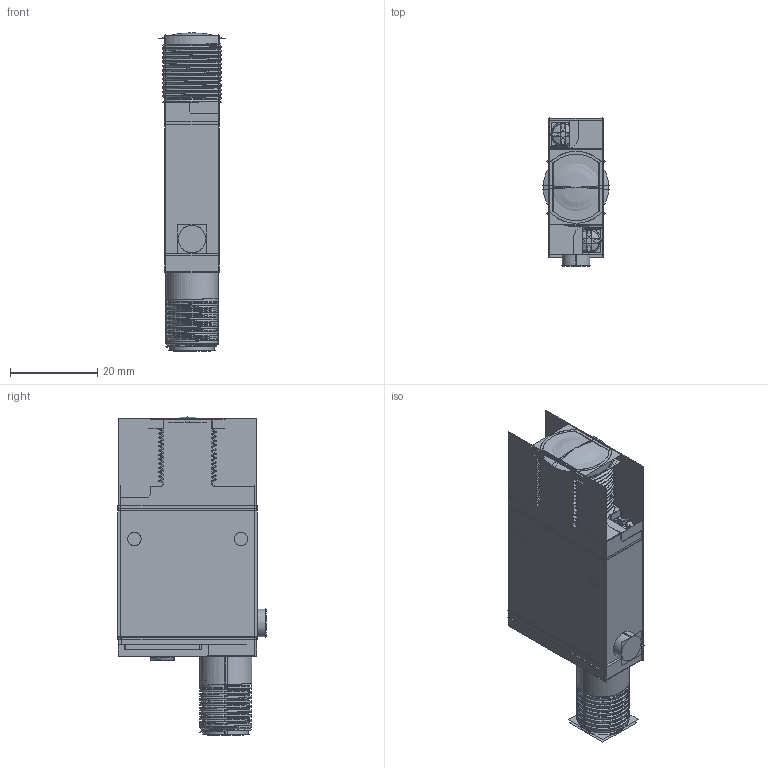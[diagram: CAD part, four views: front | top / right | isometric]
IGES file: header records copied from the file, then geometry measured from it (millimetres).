
Start section:  PTC IGES file: 154442_sm01.igs
Global section: file name: 154442_sm01.igs; native system: Creo Parametric by PTC Inc.; preprocessor: 2022414; author: banengservice; organization: Unknown; date: 20250908.134313; units: millimetre
Bounding box: 15.14 x 33.99 x 73.01 mm (x, y, z)
Volume: 18254.1 mm3; surface area: 31913.5 mm2
Topology: 1 solids, 1 shells, 634 faces, 3292 edges, 4135 vertices
Faces by surface type: bspline 352, revolution 282
